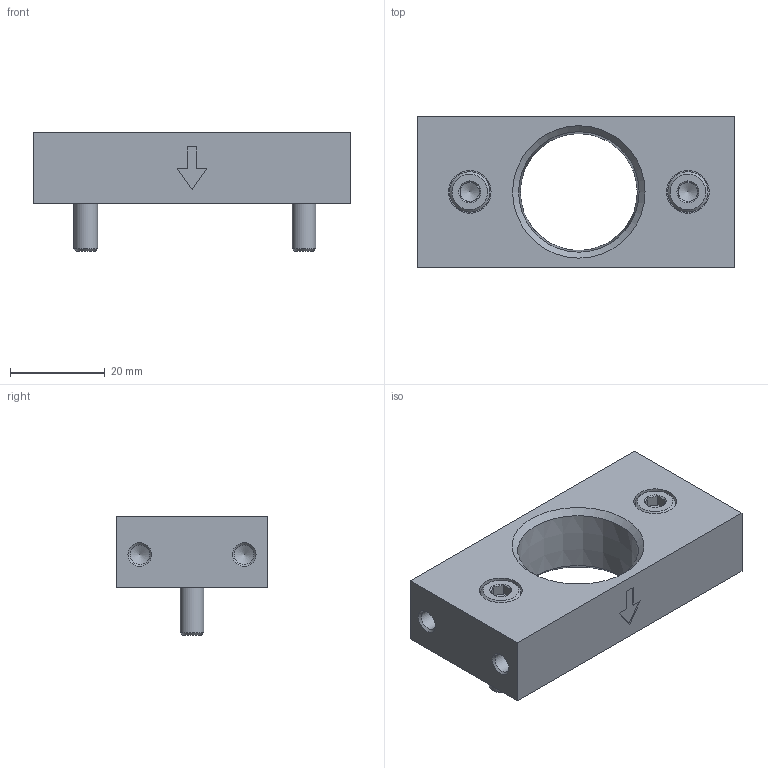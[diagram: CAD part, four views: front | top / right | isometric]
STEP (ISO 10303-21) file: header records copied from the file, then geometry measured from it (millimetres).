
FILE_DESCRIPTION(/* description */ ('STEP AP214'),/* implementation_level */ '2;1');
FILE_NAME(/* name */ '546490_PBL-3_4-D-MAXI-NPT-L',/* time_stamp */ '2024-09-13T16:19:58+02:00',/* author */ ('License CC BY-ND 4.0'),/* organization */ ('CADENAS'),/* preprocessor_version */ 'ST-DEVELOPER v19.3',/* originating_system */ 'PARTsolutions',/* authorisation */ ' ');
FILE_SCHEMA (('AUTOMOTIVE_DESIGN {1 0 10303 214 3 1 1}'));
Length unit declared in the file: millimetre
Products named in the file (3): 546490 PBL-3/4-D-MAXI-NPT-L; 714674 PBL-3/4-D-MAXI-NPT-L--P1; DIN-912 - M5x20(F)
Assembly tree (3 placements, depth 2):
  546490 PBL-3/4-D-MAXI-NPT-L
    714674 PBL-3/4-D-MAXI-NPT-L--P1
    DIN-912 - M5x20(F)  x2
Bounding box: 67 x 32 x 25 mm (x, y, z)
Volume: 24531.4 mm3; surface area: 9323.2 mm2
Topology: 3 solids, 3 shells, 85 faces, 174 edges, 100 vertices
Faces by surface type: plane 46, cone 29, cylinder 10
Full cylindrical faces by diameter (mm): 4.134 x2, 5 x2, 5.3 x2, 8.5 x2, 9 x2
Entity records: 1471 total; most frequent: DIRECTION 249, CARTESIAN_POINT 249, ORIENTED_EDGE 190, AXIS2_PLACEMENT_3D 99, EDGE_CURVE 95, FACE_BOUND 90, EDGE_LOOP 87, VERTEX_POINT 69
